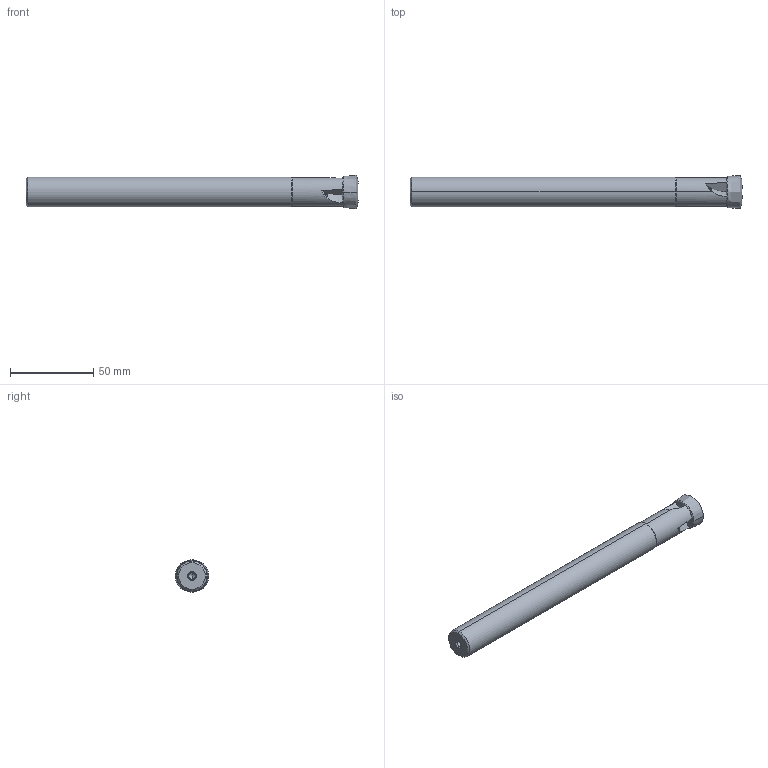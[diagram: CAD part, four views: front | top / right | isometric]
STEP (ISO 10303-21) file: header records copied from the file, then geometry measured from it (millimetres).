
FILE_DESCRIPTION (( 'STEP AP214' ), '1' );
FILE_NAME ('00PP_20_18_542_3_200.STEP', '2016-07-04T13:25:43', ( '' ), ( '' ), 'SwSTEP 2.0', 'SolidWorks 2016', '' );
FILE_SCHEMA (( 'AUTOMOTIVE_DESIGN' ));
Length unit declared in the file: millimetre
Products named in the file (1): 00PP_20_18_542_3_200
Bounding box: 199.99 x 20 x 20 mm (x, y, z)
Volume: 47696.1 mm3; surface area: 14534.7 mm2
Topology: 1 solids, 1 shells, 62 faces, 199 edges, 127 vertices
Faces by surface type: plane 29, cylinder 15, cone 10, bspline 8
Entity records: 4094 total; most frequent: CARTESIAN_POINT 2414, ORIENTED_EDGE 394, DIRECTION 267, EDGE_CURVE 197, VERTEX_POINT 127, AXIS2_PLACEMENT_3D 106, B_SPLINE_CURVE_WITH_KNOTS 79, EDGE_LOOP 70
